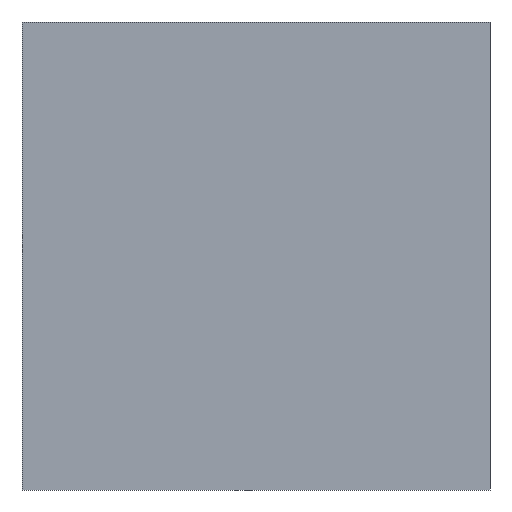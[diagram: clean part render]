
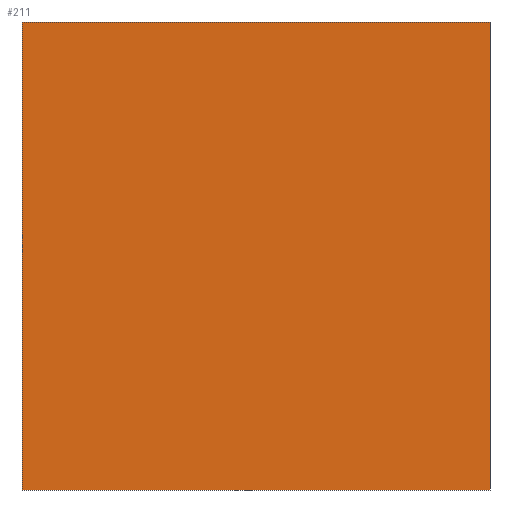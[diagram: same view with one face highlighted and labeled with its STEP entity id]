
A CAD part, front view. The second image highlights one B-rep face of the part: STEP entity #211.
In plain terms, the highlighted planar face has unit normal (0, -1, 0).
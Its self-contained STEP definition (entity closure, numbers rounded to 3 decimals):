
#29=FACE_OUTER_BOUND('',#42,.T.);
#42=EDGE_LOOP('',(#188,#189,#190,#191));
#62=LINE('',#345,#85);
#65=LINE('',#350,#88);
#67=LINE('',#354,#90);
#69=LINE('',#357,#92);
#85=VECTOR('',#286,10.);
#88=VECTOR('',#291,10.);
#90=VECTOR('',#295,10.);
#92=VECTOR('',#299,10.);
#107=VERTEX_POINT('',#343);
#108=VERTEX_POINT('',#344);
#109=VERTEX_POINT('',#349);
#110=VERTEX_POINT('',#353);
#130=EDGE_CURVE('',#107,#108,#62,.T.);
#133=EDGE_CURVE('',#109,#107,#65,.T.);
#135=EDGE_CURVE('',#110,#109,#67,.T.);
#137=EDGE_CURVE('',#108,#110,#69,.T.);
#188=ORIENTED_EDGE('',*,*,#137,.F.);
#189=ORIENTED_EDGE('',*,*,#130,.F.);
#190=ORIENTED_EDGE('',*,*,#133,.F.);
#191=ORIENTED_EDGE('',*,*,#135,.F.);
#200=PLANE('',#246);
#211=ADVANCED_FACE('',(#29),#200,.F.);
#246=AXIS2_PLACEMENT_3D('',#358,#300,#301);
#286=DIRECTION('',(1.,0.,0.));
#291=DIRECTION('',(0.,0.,1.));
#295=DIRECTION('',(-1.,0.,0.));
#299=DIRECTION('',(0.,0.,-1.));
#300=DIRECTION('center_axis',(0.,1.,0.));
#301=DIRECTION('ref_axis',(0.,0.,1.));
#343=CARTESIAN_POINT('',(-25.,0.,25.));
#344=CARTESIAN_POINT('',(25.,0.,25.));
#345=CARTESIAN_POINT('',(-25.,0.,25.));
#349=CARTESIAN_POINT('',(-25.,0.,-25.));
#350=CARTESIAN_POINT('',(-25.,0.,-25.));
#353=CARTESIAN_POINT('',(25.,0.,-25.));
#354=CARTESIAN_POINT('',(25.,0.,-25.));
#357=CARTESIAN_POINT('',(25.,0.,25.));
#358=CARTESIAN_POINT('Origin',(0.,0.,0.));
